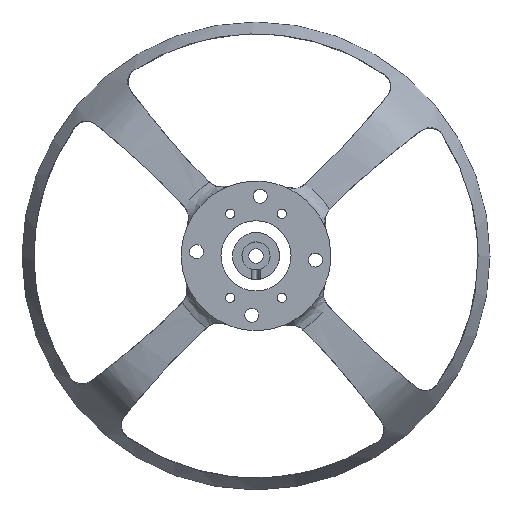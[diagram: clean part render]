
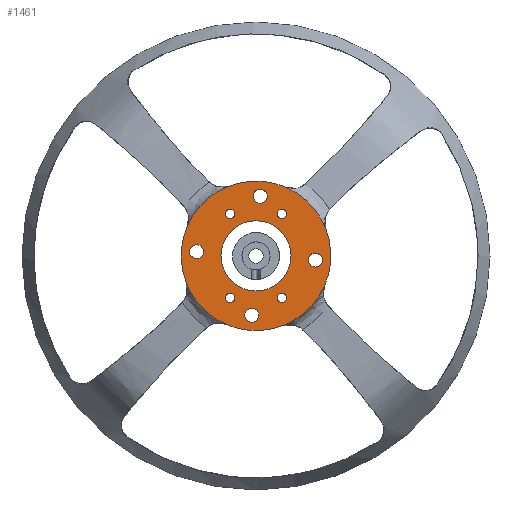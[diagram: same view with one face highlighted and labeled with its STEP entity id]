
A CAD part, top view. The second image highlights one B-rep face of the part: STEP entity #1461.
In plain terms, the highlighted planar face has unit normal (0, 0, 1).
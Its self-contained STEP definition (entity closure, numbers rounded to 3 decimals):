
#41=FACE_BOUND('',#362,.T.);
#42=FACE_BOUND('',#363,.T.);
#43=FACE_BOUND('',#364,.T.);
#44=FACE_BOUND('',#365,.T.);
#45=FACE_BOUND('',#366,.T.);
#46=FACE_BOUND('',#367,.T.);
#47=FACE_BOUND('',#368,.T.);
#48=FACE_BOUND('',#369,.T.);
#49=FACE_BOUND('',#370,.T.);
#58=PLANE('',#1575);
#124=CIRCLE('',#1498,16.);
#126=CIRCLE('',#1501,16.);
#128=CIRCLE('',#1504,16.);
#129=CIRCLE('',#1506,16.);
#131=CIRCLE('',#1508,16.);
#134=CIRCLE('',#1511,16.);
#135=CIRCLE('',#1512,16.);
#136=CIRCLE('',#1513,16.);
#150=CIRCLE('',#1536,1.);
#152=CIRCLE('',#1539,1.);
#154=CIRCLE('',#1542,1.);
#156=CIRCLE('',#1545,1.);
#170=CIRCLE('',#1566,1.5);
#171=CIRCLE('',#1568,1.5);
#172=CIRCLE('',#1570,1.5);
#173=CIRCLE('',#1572,7.5);
#174=CIRCLE('',#1574,1.5);
#274=FACE_OUTER_BOUND('',#361,.T.);
#361=EDGE_LOOP('',(#1324,#1325,#1326,#1327,#1328,#1329,#1330,#1331));
#362=EDGE_LOOP('',(#1332));
#363=EDGE_LOOP('',(#1333));
#364=EDGE_LOOP('',(#1334));
#365=EDGE_LOOP('',(#1335));
#366=EDGE_LOOP('',(#1336));
#367=EDGE_LOOP('',(#1337));
#368=EDGE_LOOP('',(#1338));
#369=EDGE_LOOP('',(#1339));
#370=EDGE_LOOP('',(#1340));
#592=VERTEX_POINT('',#2744);
#595=VERTEX_POINT('',#2780);
#602=VERTEX_POINT('',#2914);
#605=VERTEX_POINT('',#2950);
#612=VERTEX_POINT('',#3084);
#615=VERTEX_POINT('',#3120);
#622=VERTEX_POINT('',#3254);
#630=VERTEX_POINT('',#3368);
#651=VERTEX_POINT('',#3621);
#653=VERTEX_POINT('',#3627);
#655=VERTEX_POINT('',#3633);
#657=VERTEX_POINT('',#3639);
#667=VERTEX_POINT('',#3900);
#668=VERTEX_POINT('',#3904);
#669=VERTEX_POINT('',#3908);
#670=VERTEX_POINT('',#3912);
#671=VERTEX_POINT('',#3916);
#767=EDGE_CURVE('',#592,#595,#124,.T.);
#782=EDGE_CURVE('',#602,#605,#126,.T.);
#797=EDGE_CURVE('',#612,#615,#128,.T.);
#820=EDGE_CURVE('',#630,#622,#129,.T.);
#822=EDGE_CURVE('',#615,#630,#131,.T.);
#834=EDGE_CURVE('',#605,#612,#134,.T.);
#835=EDGE_CURVE('',#622,#592,#135,.T.);
#836=EDGE_CURVE('',#595,#602,#136,.T.);
#855=EDGE_CURVE('',#651,#651,#150,.T.);
#858=EDGE_CURVE('',#653,#653,#152,.T.);
#861=EDGE_CURVE('',#655,#655,#154,.T.);
#864=EDGE_CURVE('',#657,#657,#156,.T.);
#887=EDGE_CURVE('',#667,#667,#170,.T.);
#889=EDGE_CURVE('',#668,#668,#171,.T.);
#891=EDGE_CURVE('',#669,#669,#172,.T.);
#893=EDGE_CURVE('',#670,#670,#173,.T.);
#895=EDGE_CURVE('',#671,#671,#174,.T.);
#1324=ORIENTED_EDGE('',*,*,#836,.T.);
#1325=ORIENTED_EDGE('',*,*,#782,.T.);
#1326=ORIENTED_EDGE('',*,*,#834,.T.);
#1327=ORIENTED_EDGE('',*,*,#797,.T.);
#1328=ORIENTED_EDGE('',*,*,#822,.T.);
#1329=ORIENTED_EDGE('',*,*,#820,.T.);
#1330=ORIENTED_EDGE('',*,*,#835,.T.);
#1331=ORIENTED_EDGE('',*,*,#767,.T.);
#1332=ORIENTED_EDGE('',*,*,#855,.T.);
#1333=ORIENTED_EDGE('',*,*,#858,.T.);
#1334=ORIENTED_EDGE('',*,*,#861,.T.);
#1335=ORIENTED_EDGE('',*,*,#864,.T.);
#1336=ORIENTED_EDGE('',*,*,#895,.T.);
#1337=ORIENTED_EDGE('',*,*,#893,.T.);
#1338=ORIENTED_EDGE('',*,*,#891,.T.);
#1339=ORIENTED_EDGE('',*,*,#889,.T.);
#1340=ORIENTED_EDGE('',*,*,#887,.T.);
#1461=ADVANCED_FACE('',(#274,#41,#42,#43,#44,#45,#46,#47,#48,#49),#58,.T.);
#1498=AXIS2_PLACEMENT_3D('',#2785,#1621,#1622);
#1501=AXIS2_PLACEMENT_3D('',#2955,#1627,#1628);
#1504=AXIS2_PLACEMENT_3D('',#3125,#1633,#1634);
#1506=AXIS2_PLACEMENT_3D('',#3402,#1637,#1638);
#1508=AXIS2_PLACEMENT_3D('',#3429,#1641,#1642);
#1511=AXIS2_PLACEMENT_3D('',#3529,#1647,#1648);
#1512=AXIS2_PLACEMENT_3D('',#3555,#1649,#1650);
#1513=AXIS2_PLACEMENT_3D('',#3581,#1651,#1652);
#1536=AXIS2_PLACEMENT_3D('',#3623,#1702,#1703);
#1539=AXIS2_PLACEMENT_3D('',#3629,#1709,#1710);
#1542=AXIS2_PLACEMENT_3D('',#3635,#1716,#1717);
#1545=AXIS2_PLACEMENT_3D('',#3641,#1723,#1724);
#1566=AXIS2_PLACEMENT_3D('',#3901,#1766,#1767);
#1568=AXIS2_PLACEMENT_3D('',#3905,#1771,#1772);
#1570=AXIS2_PLACEMENT_3D('',#3909,#1776,#1777);
#1572=AXIS2_PLACEMENT_3D('',#3913,#1781,#1782);
#1574=AXIS2_PLACEMENT_3D('',#3917,#1786,#1787);
#1575=AXIS2_PLACEMENT_3D('',#3919,#1789,#1790);
#1621=DIRECTION('center_axis',(0.,0.,1.));
#1622=DIRECTION('ref_axis',(1.,0.,0.));
#1627=DIRECTION('center_axis',(0.,0.,1.));
#1628=DIRECTION('ref_axis',(1.,0.,0.));
#1633=DIRECTION('center_axis',(0.,0.,1.));
#1634=DIRECTION('ref_axis',(1.,0.,0.));
#1637=DIRECTION('center_axis',(0.,0.,1.));
#1638=DIRECTION('ref_axis',(1.,0.,0.));
#1641=DIRECTION('center_axis',(0.,0.,1.));
#1642=DIRECTION('ref_axis',(1.,0.,0.));
#1647=DIRECTION('center_axis',(0.,0.,1.));
#1648=DIRECTION('ref_axis',(1.,0.,0.));
#1649=DIRECTION('center_axis',(0.,0.,1.));
#1650=DIRECTION('ref_axis',(1.,0.,0.));
#1651=DIRECTION('center_axis',(0.,0.,1.));
#1652=DIRECTION('ref_axis',(1.,0.,0.));
#1702=DIRECTION('center_axis',(0.,0.,-1.));
#1703=DIRECTION('ref_axis',(1.,0.,0.));
#1709=DIRECTION('center_axis',(0.,0.,-1.));
#1710=DIRECTION('ref_axis',(1.,0.,0.));
#1716=DIRECTION('center_axis',(0.,0.,-1.));
#1717=DIRECTION('ref_axis',(1.,0.,0.));
#1723=DIRECTION('center_axis',(0.,0.,-1.));
#1724=DIRECTION('ref_axis',(1.,0.,0.));
#1766=DIRECTION('center_axis',(0.,0.,-1.));
#1767=DIRECTION('ref_axis',(1.,0.,0.));
#1771=DIRECTION('center_axis',(0.,0.,-1.));
#1772=DIRECTION('ref_axis',(1.,0.,0.));
#1776=DIRECTION('center_axis',(0.,0.,-1.));
#1777=DIRECTION('ref_axis',(1.,0.,0.));
#1781=DIRECTION('center_axis',(0.,0.,-1.));
#1782=DIRECTION('ref_axis',(1.,0.,0.));
#1786=DIRECTION('center_axis',(0.,0.,-1.));
#1787=DIRECTION('ref_axis',(1.,0.,0.));
#1789=DIRECTION('center_axis',(0.,0.,1.));
#1790=DIRECTION('ref_axis',(1.,0.,0.));
#2744=CARTESIAN_POINT('',(14.694,-6.331,20.));
#2780=CARTESIAN_POINT('',(14.924,5.768,20.));
#2785=CARTESIAN_POINT('Origin',(0.,0.,20.));
#2914=CARTESIAN_POINT('',(6.331,14.694,20.));
#2950=CARTESIAN_POINT('',(-5.768,14.924,20.));
#2955=CARTESIAN_POINT('Origin',(0.,0.,20.));
#3084=CARTESIAN_POINT('',(-14.694,6.331,20.));
#3120=CARTESIAN_POINT('',(-14.924,-5.768,20.));
#3125=CARTESIAN_POINT('Origin',(0.,0.,20.));
#3254=CARTESIAN_POINT('',(5.768,-14.924,20.));
#3368=CARTESIAN_POINT('',(-6.331,-14.694,20.));
#3402=CARTESIAN_POINT('Origin',(0.,0.,20.));
#3429=CARTESIAN_POINT('Origin',(0.,0.,20.));
#3529=CARTESIAN_POINT('Origin',(0.,0.,20.));
#3555=CARTESIAN_POINT('Origin',(0.,0.,20.));
#3581=CARTESIAN_POINT('Origin',(0.,0.,20.));
#3621=CARTESIAN_POINT('',(-6.5,-9.,20.));
#3623=CARTESIAN_POINT('Origin',(-5.5,-9.,20.));
#3627=CARTESIAN_POINT('',(-6.5,9.,20.));
#3629=CARTESIAN_POINT('Origin',(-5.5,9.,20.));
#3633=CARTESIAN_POINT('',(4.5,-9.,20.));
#3635=CARTESIAN_POINT('Origin',(5.5,-9.,20.));
#3639=CARTESIAN_POINT('',(4.5,9.,20.));
#3641=CARTESIAN_POINT('Origin',(5.5,9.,20.));
#3900=CARTESIAN_POINT('',(11.218,-0.906,20.));
#3901=CARTESIAN_POINT('Origin',(12.718,-0.906,20.));
#3904=CARTESIAN_POINT('',(-0.594,12.718,20.));
#3905=CARTESIAN_POINT('Origin',(0.906,12.718,20.));
#3908=CARTESIAN_POINT('',(-14.218,0.906,20.));
#3909=CARTESIAN_POINT('Origin',(-12.718,0.906,20.));
#3912=CARTESIAN_POINT('',(-7.5,0.,20.));
#3913=CARTESIAN_POINT('Origin',(0.,0.,20.));
#3916=CARTESIAN_POINT('',(-2.406,-12.718,20.));
#3917=CARTESIAN_POINT('Origin',(-0.906,-12.718,20.));
#3919=CARTESIAN_POINT('Origin',(0.,0.,20.));
